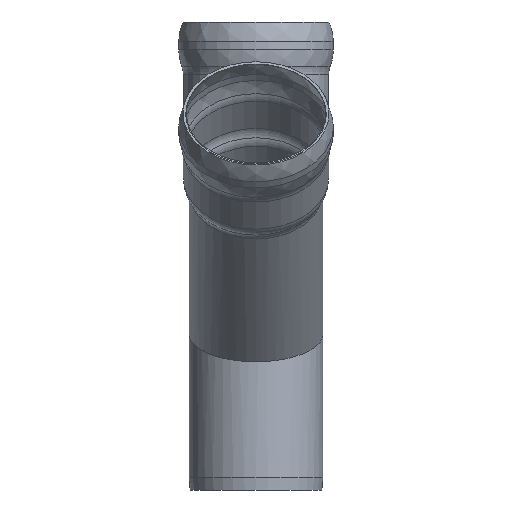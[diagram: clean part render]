
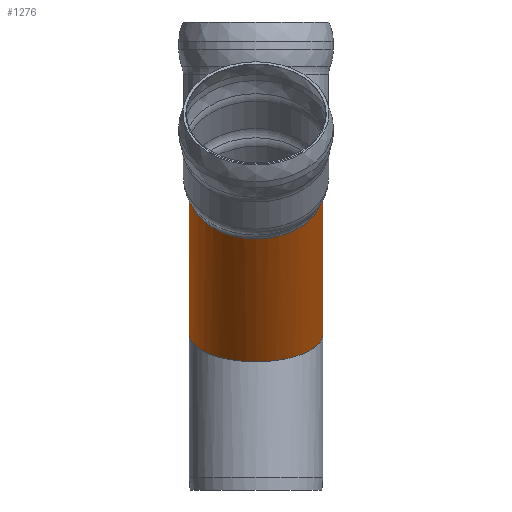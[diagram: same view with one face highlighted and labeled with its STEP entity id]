
A CAD part, left-side view. The second image highlights one B-rep face of the part: STEP entity #1276.
In plain terms, the highlighted cylindrical face has radius 365 mm (diameter 730 mm), a full revolution.
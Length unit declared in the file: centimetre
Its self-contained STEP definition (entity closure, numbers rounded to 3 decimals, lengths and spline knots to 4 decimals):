
#141=CIRCLE('',#1460,36.5);
#142=CIRCLE('',#1461,36.5);
#191=B_SPLINE_CURVE_WITH_KNOTS('',3,(#2686,#2687,#2688,#2689,#2690,#2691,
#2692,#2693,#2694,#2695,#2696,#2697,#2698,#2699,#2700,#2701,#2702,#2703,
#2704,#2705),.UNSPECIFIED.,.F.,.F.,(4,2,2,2,2,2,2,2,2,4),(20.7874,
21.731,22.6806,23.6226,24.5646,25.5065,
26.4485,27.391,28.3335,28.3347),
 .UNSPECIFIED.);
#193=B_SPLINE_CURVE_WITH_KNOTS('',3,(#2735,#2736,#2737,#2738,#2739,#2740,
#2741,#2742,#2743,#2744,#2745,#2746,#2747,#2748,#2749,#2750,#2751,#2752,
#2753,#2754),.UNSPECIFIED.,.F.,.F.,(4,2,2,2,2,2,2,2,2,4),(1.8838,
1.885,2.8274,3.7699,4.7119,5.6539,
6.5959,7.5379,8.4874,9.431),
 .UNSPECIFIED.);
#216=CYLINDRICAL_SURFACE('',#1462,36.5);
#281=FACE_OUTER_BOUND('',#359,.T.);
#359=EDGE_LOOP('',(#1130,#1131,#1132,#1133,#1134,#1135,#1136,#1137,#1138));
#408=LINE('',#2832,#449);
#449=VECTOR('',#1873,36.5);
#473=ELLIPSE('',#1435,39.5073,36.5);
#474=ELLIPSE('',#1436,39.5073,36.5);
#477=ELLIPSE('',#1441,95.3791,36.5);
#569=VERTEX_POINT('',#2672);
#570=VERTEX_POINT('',#2673);
#571=VERTEX_POINT('',#2675);
#575=VERTEX_POINT('',#2685);
#577=VERTEX_POINT('',#2729);
#587=VERTEX_POINT('',#2826);
#588=VERTEX_POINT('',#2828);
#747=EDGE_CURVE('',#569,#570,#473,.T.);
#748=EDGE_CURVE('',#570,#571,#474,.T.);
#753=EDGE_CURVE('',#571,#575,#191,.T.);
#756=EDGE_CURVE('',#575,#577,#477,.T.);
#759=EDGE_CURVE('',#577,#569,#193,.T.);
#774=EDGE_CURVE('',#587,#588,#141,.T.);
#775=EDGE_CURVE('',#588,#587,#142,.T.);
#776=EDGE_CURVE('',#570,#588,#408,.T.);
#1130=ORIENTED_EDGE('',*,*,#756,.F.);
#1131=ORIENTED_EDGE('',*,*,#753,.F.);
#1132=ORIENTED_EDGE('',*,*,#748,.F.);
#1133=ORIENTED_EDGE('',*,*,#776,.T.);
#1134=ORIENTED_EDGE('',*,*,#774,.F.);
#1135=ORIENTED_EDGE('',*,*,#775,.F.);
#1136=ORIENTED_EDGE('',*,*,#776,.F.);
#1137=ORIENTED_EDGE('',*,*,#747,.F.);
#1138=ORIENTED_EDGE('',*,*,#759,.F.);
#1276=ADVANCED_FACE('',(#281),#216,.T.);
#1435=AXIS2_PLACEMENT_3D('',#2674,#1812,#1813);
#1436=AXIS2_PLACEMENT_3D('',#2676,#1814,#1815);
#1441=AXIS2_PLACEMENT_3D('',#2730,#1827,#1828);
#1460=AXIS2_PLACEMENT_3D('',#2829,#1867,#1868);
#1461=AXIS2_PLACEMENT_3D('',#2830,#1869,#1870);
#1462=AXIS2_PLACEMENT_3D('',#2831,#1871,#1872);
#1812=DIRECTION('center_axis',(0.383,0.,
-0.924));
#1813=DIRECTION('ref_axis',(0.924,0.,0.383));
#1814=DIRECTION('center_axis',(0.383,0.,
-0.924));
#1815=DIRECTION('ref_axis',(0.924,0.,0.383));
#1827=DIRECTION('center_axis',(0.924,0.,0.383));
#1828=DIRECTION('ref_axis',(-0.383,0.,0.924));
#1867=DIRECTION('center_axis',(-0.707,0.,
0.707));
#1868=DIRECTION('ref_axis',(-0.707,0.,-0.707));
#1869=DIRECTION('center_axis',(-0.707,0.,
0.707));
#1870=DIRECTION('ref_axis',(-0.707,0.,-0.707));
#1871=DIRECTION('center_axis',(-0.707,0.,
0.707));
#1872=DIRECTION('ref_axis',(0.707,0.,0.707));
#1873=DIRECTION('',(-0.707,0.,0.707));
#2672=CARTESIAN_POINT('',(-4.6194,-36.2065,83.0866));
#2673=CARTESIAN_POINT('',(-36.5,0.,69.8812));
#2674=CARTESIAN_POINT('Origin',(0.,0.,
85.));
#2675=CARTESIAN_POINT('',(-4.6194,36.2065,83.0866));
#2676=CARTESIAN_POINT('Origin',(0.,0.,
85.));
#2685=CARTESIAN_POINT('',(-1.9134,36.4498,89.6194));
#2686=CARTESIAN_POINT('Ctrl Pts',(-4.6194,36.2065,83.0866));
#2687=CARTESIAN_POINT('Ctrl Pts',(-4.3129,36.2456,83.2135));
#2688=CARTESIAN_POINT('Ctrl Pts',(-4.0188,36.2823,83.3715));
#2689=CARTESIAN_POINT('Ctrl Pts',(-3.4724,36.3476,83.7382));
#2690=CARTESIAN_POINT('Ctrl Pts',(-3.2205,36.3761,83.9473));
#2691=CARTESIAN_POINT('Ctrl Pts',(-2.7759,36.4228,84.3919));
#2692=CARTESIAN_POINT('Ctrl Pts',(-2.5678,36.4428,84.6422));
#2693=CARTESIAN_POINT('Ctrl Pts',(-2.2009,36.4737,85.1875));
#2694=CARTESIAN_POINT('Ctrl Pts',(-2.042,36.4846,85.4826));
#2695=CARTESIAN_POINT('Ctrl Pts',(-1.7867,36.4981,86.0982));
#2696=CARTESIAN_POINT('Ctrl Pts',(-1.69,36.5005,86.4193));
#2697=CARTESIAN_POINT('Ctrl Pts',(-1.5632,36.4993,87.065));
#2698=CARTESIAN_POINT('Ctrl Pts',(-1.533,36.4956,87.3897));
#2699=CARTESIAN_POINT('Ctrl Pts',(-1.5327,36.4856,88.0178));
#2700=CARTESIAN_POINT('Ctrl Pts',(-1.5626,36.4788,88.3426));
#2701=CARTESIAN_POINT('Ctrl Pts',(-1.689,36.4642,88.9888));
#2702=CARTESIAN_POINT('Ctrl Pts',(-1.7854,36.4565,89.3101));
#2703=CARTESIAN_POINT('Ctrl Pts',(-1.9131,36.4498,89.6186));
#2704=CARTESIAN_POINT('Ctrl Pts',(-1.9133,36.4498,89.619));
#2705=CARTESIAN_POINT('Ctrl Pts',(-1.9134,36.4498,89.6194));
#2729=CARTESIAN_POINT('',(-1.9134,-36.4498,89.6194));
#2730=CARTESIAN_POINT('Origin',(0.,0.,
85.));
#2735=CARTESIAN_POINT('Ctrl Pts',(-1.9134,-36.4498,89.6194));
#2736=CARTESIAN_POINT('Ctrl Pts',(-1.9133,-36.4498,89.619));
#2737=CARTESIAN_POINT('Ctrl Pts',(-1.9131,-36.4498,89.6186));
#2738=CARTESIAN_POINT('Ctrl Pts',(-1.7854,-36.4565,89.3101));
#2739=CARTESIAN_POINT('Ctrl Pts',(-1.689,-36.4642,88.9888));
#2740=CARTESIAN_POINT('Ctrl Pts',(-1.5626,-36.4788,88.3426));
#2741=CARTESIAN_POINT('Ctrl Pts',(-1.5327,-36.4856,88.0178));
#2742=CARTESIAN_POINT('Ctrl Pts',(-1.533,-36.4956,87.3897));
#2743=CARTESIAN_POINT('Ctrl Pts',(-1.5632,-36.4993,87.065));
#2744=CARTESIAN_POINT('Ctrl Pts',(-1.69,-36.5005,86.4193));
#2745=CARTESIAN_POINT('Ctrl Pts',(-1.7867,-36.4981,86.0982));
#2746=CARTESIAN_POINT('Ctrl Pts',(-2.042,-36.4846,85.4826));
#2747=CARTESIAN_POINT('Ctrl Pts',(-2.2009,-36.4737,85.1875));
#2748=CARTESIAN_POINT('Ctrl Pts',(-2.5678,-36.4428,84.6422));
#2749=CARTESIAN_POINT('Ctrl Pts',(-2.7759,-36.4228,84.3919));
#2750=CARTESIAN_POINT('Ctrl Pts',(-3.2205,-36.3761,83.9473));
#2751=CARTESIAN_POINT('Ctrl Pts',(-3.4724,-36.3476,83.7382));
#2752=CARTESIAN_POINT('Ctrl Pts',(-4.0188,-36.2823,83.3715));
#2753=CARTESIAN_POINT('Ctrl Pts',(-4.3129,-36.2456,83.2135));
#2754=CARTESIAN_POINT('Ctrl Pts',(-4.6194,-36.2065,83.0866));
#2826=CARTESIAN_POINT('',(-77.5649,-36.5,162.5649));
#2828=CARTESIAN_POINT('',(-103.3743,0.,136.7555));
#2829=CARTESIAN_POINT('Origin',(-77.5649,0.,
162.5649));
#2830=CARTESIAN_POINT('Origin',(-77.5649,0.,
162.5649));
#2831=CARTESIAN_POINT('Origin',(-11.1817,0.,
96.1817));
#2832=CARTESIAN_POINT('',(-36.9911,0.,70.3723));
